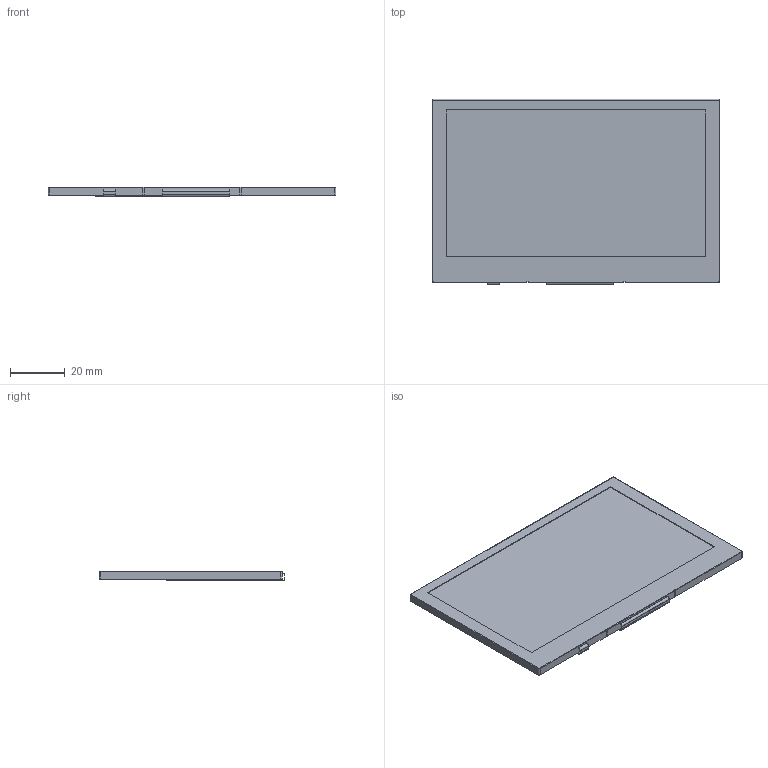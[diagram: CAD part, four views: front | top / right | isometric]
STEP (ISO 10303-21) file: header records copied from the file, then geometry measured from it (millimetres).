
FILE_DESCRIPTION(/* description */ (''),/* implementation_level */ '2;1');
FILE_NAME(/* name */ 'RVT43HLTNWN00_Rev.1.0.stp',/* time_stamp */ '2021-06-08T15:49:07+02:00',/* author */ ('Mateusz Natywa'),/* organization */ (''),/* preprocessor_version */ 'ST-DEVELOPER v17',/* originating_system */ 'Autodesk Inventor 2019',/* authorisation */ '');
FILE_SCHEMA (('CONFIG_CONTROL_DESIGN'));
Length unit declared in the file: millimetre
Products named in the file (3): RVT43HLTNWN00_Rev.1.0; DISP; FPC
Assembly tree (2 placements, depth 2):
  RVT43HLTNWN00_Rev.1.0
    DISP
    FPC
Bounding box: 105.5 x 68.11 x 3.57 mm (x, y, z)
Volume: 19538.5 mm3; surface area: 18234.8 mm2
Topology: 2 solids, 2 shells, 239 faces, 680 edges, 446 vertices
Faces by surface type: plane 211, cylinder 24, torus 4
Entity records: 7817 total; most frequent: CARTESIAN_POINT 1402, ORIENTED_EDGE 1360, DIRECTION 1214, EDGE_CURVE 680, LINE 626, VECTOR 626, VERTEX_POINT 446, AXIS2_PLACEMENT_3D 294
